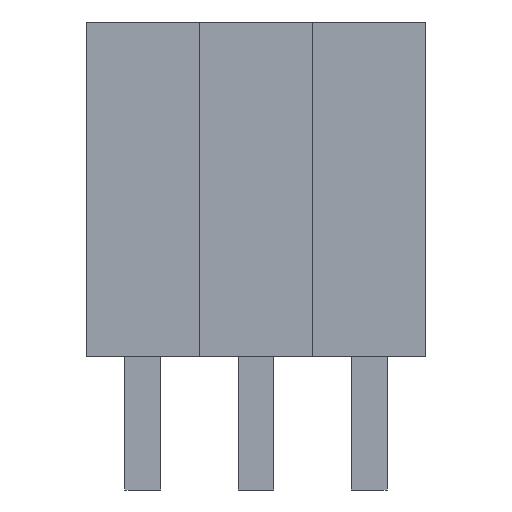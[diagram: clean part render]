
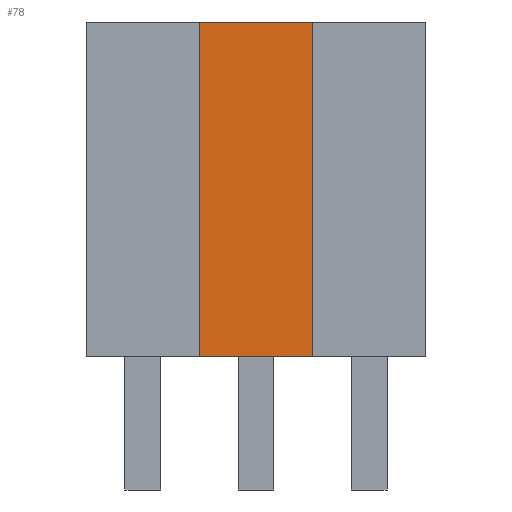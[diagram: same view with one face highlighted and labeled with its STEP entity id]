
A CAD part, left-side view. The second image highlights one B-rep face of the part: STEP entity #78.
In plain terms, the highlighted planar face has unit normal (-1, 0, 0).
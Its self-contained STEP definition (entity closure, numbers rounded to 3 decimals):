
#78 = ADVANCED_FACE('',(#79),#113,.F.);
#79 = FACE_BOUND('',#80,.F.);
#80 = EDGE_LOOP('',(#81,#91,#99,#107));
#81 = ORIENTED_EDGE('',*,*,#82,.F.);
#82 = EDGE_CURVE('',#83,#85,#87,.T.);
#83 = VERTEX_POINT('',#84);
#84 = CARTESIAN_POINT('',(-1.27,-1.271,0.));
#85 = VERTEX_POINT('',#86);
#86 = CARTESIAN_POINT('',(-1.27,-1.271,7.5));
#87 = LINE('',#88,#89);
#88 = CARTESIAN_POINT('',(-1.27,-1.271,0.));
#89 = VECTOR('',#90,1.);
#90 = DIRECTION('',(0.,0.,1.));
#91 = ORIENTED_EDGE('',*,*,#92,.T.);
#92 = EDGE_CURVE('',#83,#93,#95,.T.);
#93 = VERTEX_POINT('',#94);
#94 = CARTESIAN_POINT('',(-1.27,1.271,0.));
#95 = LINE('',#96,#97);
#96 = CARTESIAN_POINT('',(-1.27,-1.271,0.));
#97 = VECTOR('',#98,1.);
#98 = DIRECTION('',(0.,1.,0.));
#99 = ORIENTED_EDGE('',*,*,#100,.T.);
#100 = EDGE_CURVE('',#93,#101,#103,.T.);
#101 = VERTEX_POINT('',#102);
#102 = CARTESIAN_POINT('',(-1.27,1.271,7.5));
#103 = LINE('',#104,#105);
#104 = CARTESIAN_POINT('',(-1.27,1.271,0.));
#105 = VECTOR('',#106,1.);
#106 = DIRECTION('',(0.,0.,1.));
#107 = ORIENTED_EDGE('',*,*,#108,.F.);
#108 = EDGE_CURVE('',#85,#101,#109,.T.);
#109 = LINE('',#110,#111);
#110 = CARTESIAN_POINT('',(-1.27,-1.271,7.5));
#111 = VECTOR('',#112,1.);
#112 = DIRECTION('',(0.,1.,0.));
#113 = PLANE('',#114);
#114 = AXIS2_PLACEMENT_3D('',#115,#116,#117);
#115 = CARTESIAN_POINT('',(-1.27,-1.271,0.));
#116 = DIRECTION('',(1.,0.,0.));
#117 = DIRECTION('',(0.,0.,1.));
